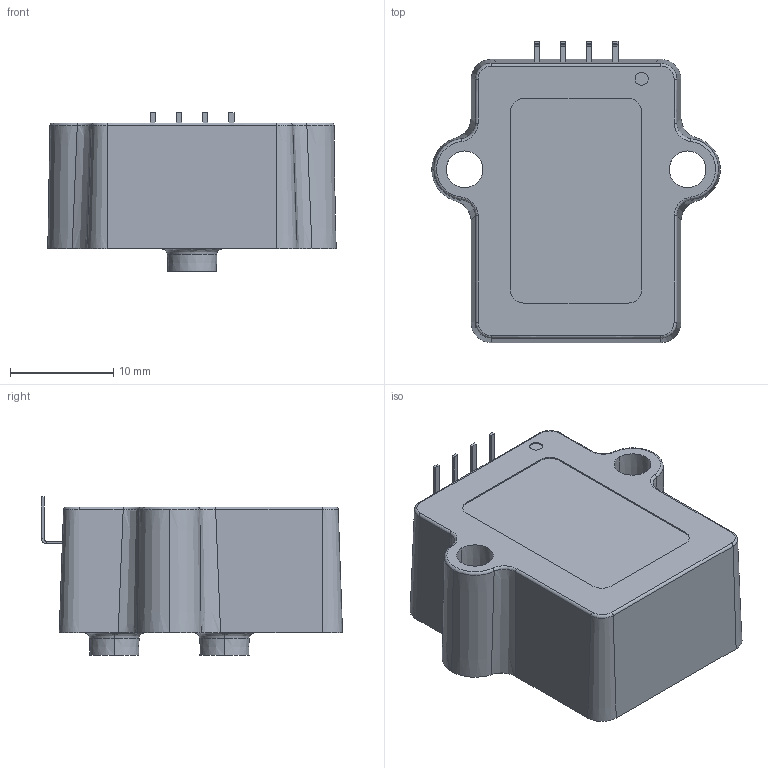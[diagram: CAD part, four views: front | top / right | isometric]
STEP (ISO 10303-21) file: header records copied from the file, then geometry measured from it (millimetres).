
FILE_DESCRIPTION (( 'STEP AP214' ), '1' );
FILE_NAME ('A4BAQ.STEP', '2023-03-14T23:09:27', ( '' ), ( '' ), 'SwSTEP 2.0', 'SolidWorks 2019', '' );
FILE_SCHEMA (( 'AUTOMOTIVE_DESIGN' ));
Length unit declared in the file: inch
Products named in the file (4): A4BAQ; Lead-0.10PitchStraightCenter Cut_Q - RA 0.075; A-Pkg Cover-1; A-Pkg Housing with Port Cut Options_Port AB Cut 0.085
Assembly tree (6 placements, depth 2):
  A4BAQ
    A-Pkg Cover-1
    A-Pkg Housing with Port Cut Options_Port AB Cut 0.085
    Lead-0.10PitchStraightCenter Cut_Q - RA 0.075  x4
Bounding box: 27.93 x 29.15 x 15.34 mm (x, y, z)
Volume: 4164 mm3; surface area: 5223.6 mm2
Topology: 6 solids, 6 shells, 366 faces, 969 edges, 624 vertices
Faces by surface type: plane 267, cylinder 44, cone 31, bspline 24
Entity records: 12969 total; most frequent: CARTESIAN_POINT 3878, ORIENTED_EDGE 1350, DIRECTION 1153, EDGE_CURVE 675, LINE 519, VECTOR 519, VERTEX_POINT 438, AXIS2_PLACEMENT_3D 317
